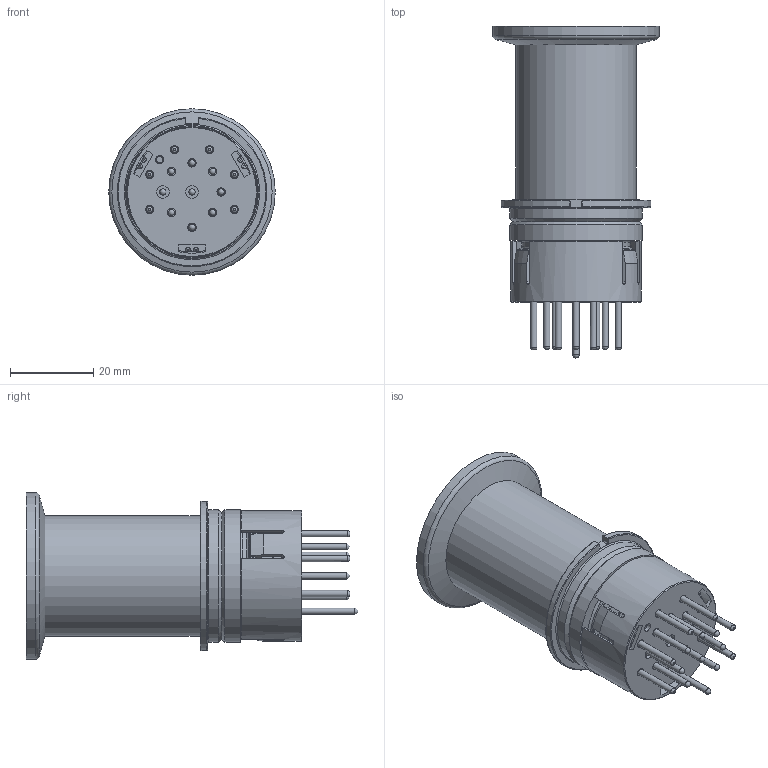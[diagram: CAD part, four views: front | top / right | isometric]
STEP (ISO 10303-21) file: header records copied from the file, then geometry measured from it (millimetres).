
FILE_DESCRIPTION(/* description */ (''),/* implementation_level */ '2;1');
FILE_NAME(/* name */ '354-484.stp',/* time_stamp */ '2018-12-11T11:27:53+01:00',/* author */ ('BEM'),/* organization */ (''),/* preprocessor_version */ 'ST-DEVELOPER v17',/* originating_system */ 'Autodesk Inventor 2018',/* authorisation */ '');
FILE_SCHEMA (('AUTOMOTIVE_DESIGN { 1 0 10303 214 3 1 1 }'));
Length unit declared in the file: millimetre
Products named in the file (1): Bauteil5
Bounding box: 40 x 79.74 x 40 mm (x, y, z)
Volume: 19345.2 mm3; surface area: 23809.4 mm2
Topology: 14 solids, 14 shells, 413 faces, 1113 edges, 766 vertices
Faces by surface type: plane 195, cylinder 146, cone 31, torus 23, sphere 12, bspline 6
Full cylindrical faces by diameter (mm): 1.5 x24, 1.6 x3, 2 x14, 2.5 x18, 3 x8, 3.95 x8, 4 x9, 4.95 x1, 5 x1, 24 x1, 24.8 x1, 25 x1, 25.6 x1, 26 x1, 26.2 x1, 26.8 x3, 28.7 x3, 29 x1, 29.4 x1, 31.4 x1, 31.95 x2, 40 x1
Entity records: 14231 total; most frequent: CARTESIAN_POINT 2767, DIRECTION 2425, ORIENTED_EDGE 2178, EDGE_CURVE 1089, AXIS2_PLACEMENT_3D 980, VERTEX_POINT 766, CIRCLE 572, EDGE_LOOP 553
